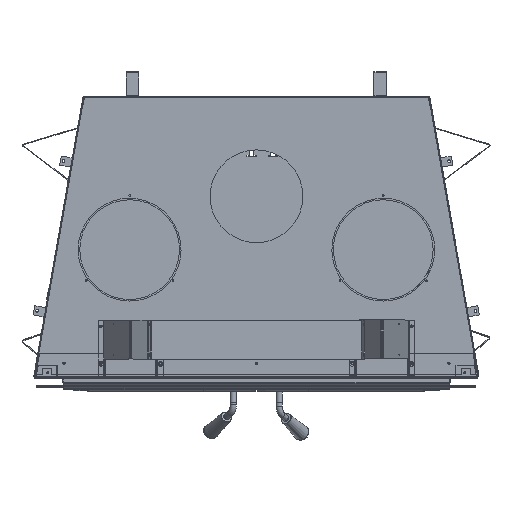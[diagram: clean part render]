
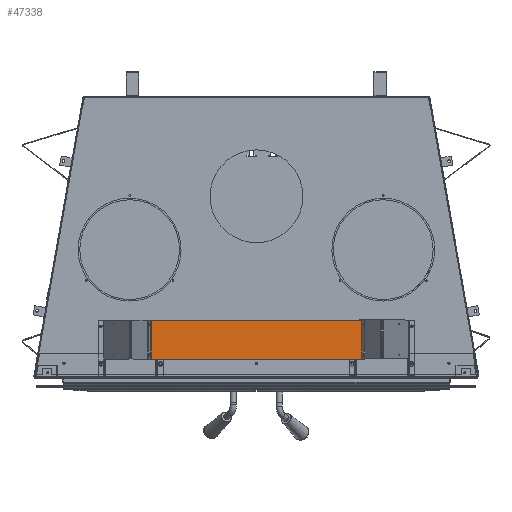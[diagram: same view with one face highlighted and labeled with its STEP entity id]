
A CAD part, top view. The second image highlights one B-rep face of the part: STEP entity #47338.
In plain terms, the highlighted planar face has unit normal (0.001, 0, 1).
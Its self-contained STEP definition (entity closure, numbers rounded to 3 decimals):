
#16237=ORIENTED_EDGE('',*,*,#23973,.T.);
#16238=ORIENTED_EDGE('',*,*,#23979,.F.);
#16239=ORIENTED_EDGE('',*,*,#23965,.F.);
#16240=ORIENTED_EDGE('',*,*,#23978,.T.);
#23965=EDGE_CURVE('',#28673,#28674,#32137,.T.);
#23973=EDGE_CURVE('',#28678,#28677,#32141,.T.);
#23978=EDGE_CURVE('',#28673,#28678,#32145,.T.);
#23979=EDGE_CURVE('',#28674,#28677,#32146,.T.);
#28673=VERTEX_POINT('',#91467);
#28674=VERTEX_POINT('',#91469);
#28677=VERTEX_POINT('',#91481);
#28678=VERTEX_POINT('',#91483);
#32137=LINE('',#91468,#35569);
#32141=LINE('',#91482,#35573);
#32145=LINE('',#91493,#35577);
#32146=LINE('',#91495,#35578);
#35569=VECTOR('',#65569,39.37);
#35573=VECTOR('',#65585,39.37);
#35577=VECTOR('',#65601,39.37);
#35578=VECTOR('',#65604,39.37);
#39575=EDGE_LOOP('',(#16237,#16238,#16239,#16240));
#43395=FACE_BOUND('',#39575,.T.);
#44805=PLANE('',#53479);
#47338=ADVANCED_FACE('',(#43395),#44805,.F.);
#53479=AXIS2_PLACEMENT_3D('',#91494,#65602,#65603);
#65569=DIRECTION('',(0.,1.,0.));
#65585=DIRECTION('',(0.,1.,0.));
#65601=DIRECTION('',(1.,0.,0.));
#65602=DIRECTION('',(0.,0.,-1.));
#65603=DIRECTION('',(0.,1.,0.));
#65604=DIRECTION('',(1.,0.,0.));
#91467=CARTESIAN_POINT('',(-1.563,-8.486,0.048));
#91468=CARTESIAN_POINT('',(-1.563,-8.563,0.048));
#91469=CARTESIAN_POINT('',(-1.563,8.486,0.048));
#91481=CARTESIAN_POINT('',(1.563,8.486,0.048));
#91482=CARTESIAN_POINT('',(1.563,-8.563,0.048));
#91483=CARTESIAN_POINT('',(1.563,-8.486,0.048));
#91493=CARTESIAN_POINT('',(-1.563,-8.486,0.048));
#91494=CARTESIAN_POINT('',(-1.563,-8.563,0.048));
#91495=CARTESIAN_POINT('',(-1.563,8.486,0.048));
